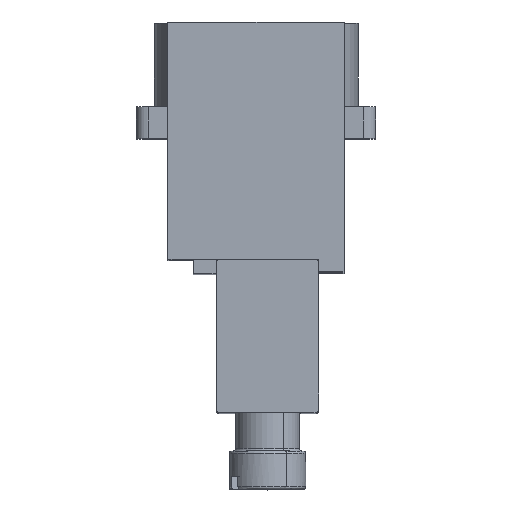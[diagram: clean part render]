
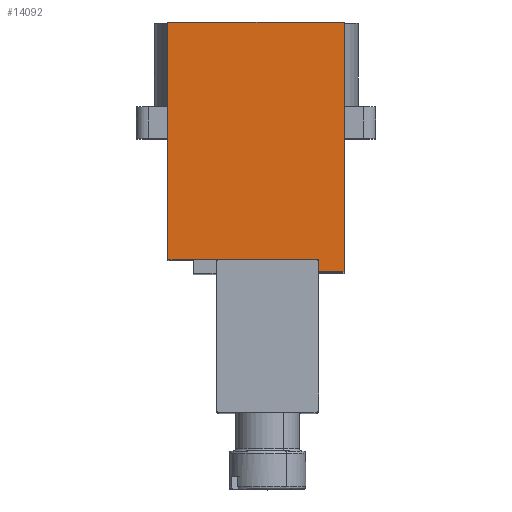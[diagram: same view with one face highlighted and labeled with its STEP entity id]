
A CAD part, top view. The second image highlights one B-rep face of the part: STEP entity #14092.
In plain terms, the highlighted face is planar.
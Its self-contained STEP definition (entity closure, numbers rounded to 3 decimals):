
#113 = DIRECTION ( 'NONE',  ( 1., 0., 0. ) ) ;
#224 = LINE ( 'NONE', #10254, #12924 ) ;
#273 = VERTEX_POINT ( 'NONE', #12428 ) ;
#393 = EDGE_CURVE ( 'NONE', #15437, #1608, #14307, .T. ) ;
#486 = CARTESIAN_POINT ( 'NONE',  ( -34.5, 18.6, 6.9 ) ) ;
#768 = EDGE_CURVE ( 'NONE', #273, #1346, #7951, .T. ) ;
#1346 = VERTEX_POINT ( 'NONE', #16065 ) ;
#1436 = DIRECTION ( 'NONE',  ( 0., 0., -1. ) ) ;
#1440 = ORIENTED_EDGE ( 'NONE', *, *, #768, .T. ) ;
#1480 = VECTOR ( 'NONE', #5505, 1000. ) ;
#1608 = VERTEX_POINT ( 'NONE', #3376 ) ;
#2745 = VERTEX_POINT ( 'NONE', #13496 ) ;
#2762 = CARTESIAN_POINT ( 'NONE',  ( -34.5, 0., 6.9 ) ) ;
#3376 = CARTESIAN_POINT ( 'NONE',  ( -34.5, 18.6, -4.9 ) ) ;
#3441 = ORIENTED_EDGE ( 'NONE', *, *, #8993, .F. ) ;
#3756 = VERTEX_POINT ( 'NONE', #3832 ) ;
#3832 = CARTESIAN_POINT ( 'NONE',  ( -34.5, 0., 6.9 ) ) ;
#4290 = EDGE_CURVE ( 'NONE', #2745, #1608, #14228, .T. ) ;
#4304 = ORIENTED_EDGE ( 'NONE', *, *, #4290, .F. ) ;
#4346 = ORIENTED_EDGE ( 'NONE', *, *, #13318, .F. ) ;
#5255 = EDGE_LOOP ( 'NONE', ( #1440, #8601, #3441, #6552, #4304, #4346 ) ) ;
#5505 = DIRECTION ( 'NONE',  ( 0., 0., -1. ) ) ;
#5651 = DIRECTION ( 'NONE',  ( 0., -1., 0. ) ) ;
#6357 = FACE_OUTER_BOUND ( 'NONE', #5255, .T. ) ;
#6552 = ORIENTED_EDGE ( 'NONE', *, *, #393, .T. ) ;
#7173 = AXIS2_PLACEMENT_3D ( 'NONE', #11299, #113, #1436 ) ;
#7951 = LINE ( 'NONE', #12965, #9359 ) ;
#8061 = CARTESIAN_POINT ( 'NONE',  ( -34.5, 19.6, -4.9 ) ) ;
#8601 = ORIENTED_EDGE ( 'NONE', *, *, #9099, .F. ) ;
#8665 = VECTOR ( 'NONE', #11714, 1000. ) ;
#8993 = EDGE_CURVE ( 'NONE', #15437, #3756, #15263, .T. ) ;
#9099 = EDGE_CURVE ( 'NONE', #3756, #1346, #10235, .T. ) ;
#9359 = VECTOR ( 'NONE', #5651, 1000. ) ;
#10108 = CARTESIAN_POINT ( 'NONE',  ( -34.5, 18.6, 6.9 ) ) ;
#10235 = LINE ( 'NONE', #2762, #8665 ) ;
#10254 = CARTESIAN_POINT ( 'NONE',  ( -34.5, 19.6, -6.9 ) ) ;
#11299 = CARTESIAN_POINT ( 'NONE',  ( -34.5, 0., 6.9 ) ) ;
#11379 = PLANE ( 'NONE',  #7173 ) ;
#11714 = DIRECTION ( 'NONE',  ( 0., 0., -1. ) ) ;
#12428 = CARTESIAN_POINT ( 'NONE',  ( -34.5, 19.6, -6.9 ) ) ;
#12924 = VECTOR ( 'NONE', #15285, 1000. ) ;
#12965 = CARTESIAN_POINT ( 'NONE',  ( -34.5, 0., -6.9 ) ) ;
#13318 = EDGE_CURVE ( 'NONE', #273, #2745, #224, .T. ) ;
#13496 = CARTESIAN_POINT ( 'NONE',  ( -34.5, 19.6, -4.9 ) ) ;
#14092 = ADVANCED_FACE ( 'NONE', ( #6357 ), #11379, .F. ) ;
#14158 = VECTOR ( 'NONE', #15505, 1000. ) ;
#14228 = LINE ( 'NONE', #8061, #14707 ) ;
#14272 = CARTESIAN_POINT ( 'NONE',  ( -34.5, 0., 6.9 ) ) ;
#14307 = LINE ( 'NONE', #486, #1480 ) ;
#14707 = VECTOR ( 'NONE', #15388, 1000. ) ;
#15263 = LINE ( 'NONE', #14272, #14158 ) ;
#15285 = DIRECTION ( 'NONE',  ( 0., 0., 1. ) ) ;
#15388 = DIRECTION ( 'NONE',  ( 0., -1., 0. ) ) ;
#15437 = VERTEX_POINT ( 'NONE', #10108 ) ;
#15505 = DIRECTION ( 'NONE',  ( 0., -1., 0. ) ) ;
#16065 = CARTESIAN_POINT ( 'NONE',  ( -34.5, 0., -6.9 ) ) ;
